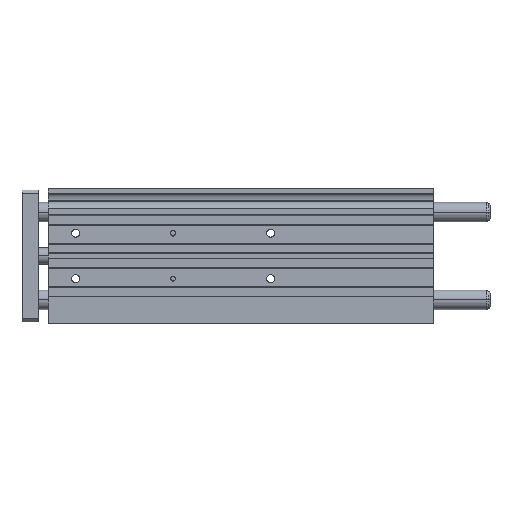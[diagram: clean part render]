
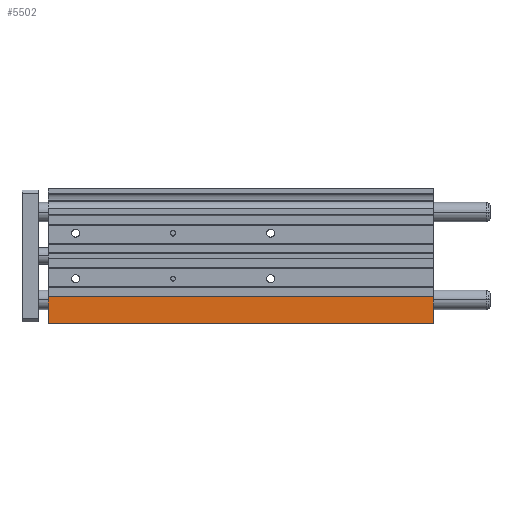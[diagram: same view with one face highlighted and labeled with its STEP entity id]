
A CAD part, top view. The second image highlights one B-rep face of the part: STEP entity #5502.
In plain terms, the highlighted planar face has unit normal (0, 0, 1).
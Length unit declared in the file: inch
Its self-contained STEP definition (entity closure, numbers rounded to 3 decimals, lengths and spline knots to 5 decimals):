
#7 = DIRECTION ( 'NONE',  ( -1., 0., 0. ) ) ;
#231 = ORIENTED_EDGE ( 'NONE', *, *, #8031, .T. ) ;
#238 = EDGE_CURVE ( 'NONE', #3405, #2270, #10546, .T. ) ;
#300 = DIRECTION ( 'NONE',  ( 0., 0., -1. ) ) ;
#388 = VECTOR ( 'NONE', #7, 39.37008 ) ;
#830 = CARTESIAN_POINT ( 'NONE',  ( 9.33071, -0.99213, 0.70866 ) ) ;
#913 = EDGE_CURVE ( 'NONE', #2270, #2216, #5069, .T. ) ;
#1130 = FACE_OUTER_BOUND ( 'NONE', #1802, .T. ) ;
#1261 = AXIS2_PLACEMENT_3D ( 'NONE', #7817, #300, #6985 ) ;
#1616 = CARTESIAN_POINT ( 'NONE',  ( 0., -0.99213, 0.70866 ) ) ;
#1802 = EDGE_LOOP ( 'NONE', ( #231, #2148, #7991, #1842 ) ) ;
#1842 = ORIENTED_EDGE ( 'NONE', *, *, #5686, .T. ) ;
#1991 = CARTESIAN_POINT ( 'NONE',  ( 0., -0.99213, 0.70866 ) ) ;
#2148 = ORIENTED_EDGE ( 'NONE', *, *, #913, .F. ) ;
#2216 = VERTEX_POINT ( 'NONE', #10396 ) ;
#2270 = VERTEX_POINT ( 'NONE', #10724 ) ;
#2597 = LINE ( 'NONE', #830, #388 ) ;
#3405 = VERTEX_POINT ( 'NONE', #6404 ) ;
#4250 = CARTESIAN_POINT ( 'NONE',  ( 9.33071, -1.63386, 0.70866 ) ) ;
#4483 = PLANE ( 'NONE',  #1261 ) ;
#4487 = CARTESIAN_POINT ( 'NONE',  ( 9.33071, -0.99213, 0.70866 ) ) ;
#4558 = VECTOR ( 'NONE', #7708, 39.37008 ) ;
#5069 = LINE ( 'NONE', #4250, #4558 ) ;
#5502 = ADVANCED_FACE ( 'NONE', ( #1130 ), #4483, .F. ) ;
#5686 = EDGE_CURVE ( 'NONE', #3405, #9119, #2597, .T. ) ;
#6404 = CARTESIAN_POINT ( 'NONE',  ( 9.33071, -0.99213, 0.70866 ) ) ;
#6985 = DIRECTION ( 'NONE',  ( 0., -1., 0. ) ) ;
#7111 = VECTOR ( 'NONE', #8339, 39.37008 ) ;
#7708 = DIRECTION ( 'NONE',  ( -1., 0., 0. ) ) ;
#7817 = CARTESIAN_POINT ( 'NONE',  ( 9.33071, -0.99213, 0.70866 ) ) ;
#7991 = ORIENTED_EDGE ( 'NONE', *, *, #238, .F. ) ;
#8031 = EDGE_CURVE ( 'NONE', #9119, #2216, #10150, .T. ) ;
#8339 = DIRECTION ( 'NONE',  ( 0., -1., 0. ) ) ;
#8837 = DIRECTION ( 'NONE',  ( 0., -1., 0. ) ) ;
#9119 = VERTEX_POINT ( 'NONE', #1991 ) ;
#9121 = VECTOR ( 'NONE', #8837, 39.37008 ) ;
#10150 = LINE ( 'NONE', #1616, #7111 ) ;
#10396 = CARTESIAN_POINT ( 'NONE',  ( 0., -1.63386, 0.70866 ) ) ;
#10546 = LINE ( 'NONE', #4487, #9121 ) ;
#10724 = CARTESIAN_POINT ( 'NONE',  ( 9.33071, -1.63386, 0.70866 ) ) ;
